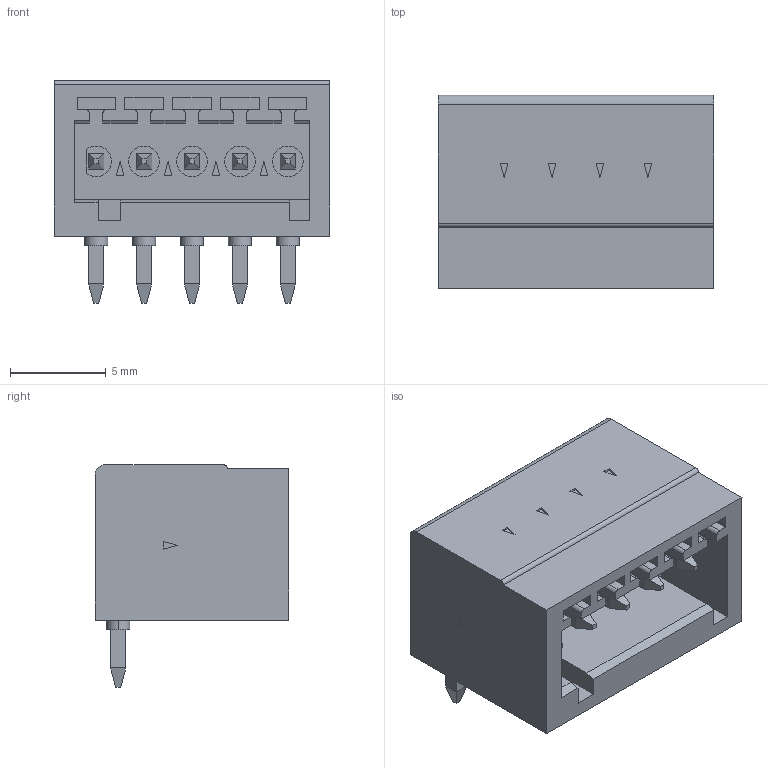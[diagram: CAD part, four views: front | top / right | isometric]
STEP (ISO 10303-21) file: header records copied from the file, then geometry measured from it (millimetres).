
FILE_DESCRIPTION((''),'2;1');
FILE_NAME('PHOENIX_1881477.stp','2010-08-19T15:29:37',(''),(''),'Mechanical Desktop 2010','Mechanical Desktop 2010',', , ');
FILE_SCHEMA(('AUTOMOTIVE_DESIGN { 1 2 10303 214 1 1 1 1 }'));
Length unit declared in the file: millimetre
Products named in the file (1): Product
Bounding box: 14.4 x 10.1 x 11.6 mm (x, y, z)
Volume: 845.9 mm3; surface area: 1229.2 mm2
Topology: 21 solids, 21 shells, 294 faces, 681 edges, 444 vertices
Faces by surface type: plane 243, cylinder 51
Entity records: 8259 total; most frequent: CARTESIAN_POINT 1420, DIRECTION 1373, ORIENTED_EDGE 1362, EDGE_CURVE 681, VECTOR 579, LINE 579, VERTEX_POINT 444, AXIS2_PLACEMENT_3D 397
